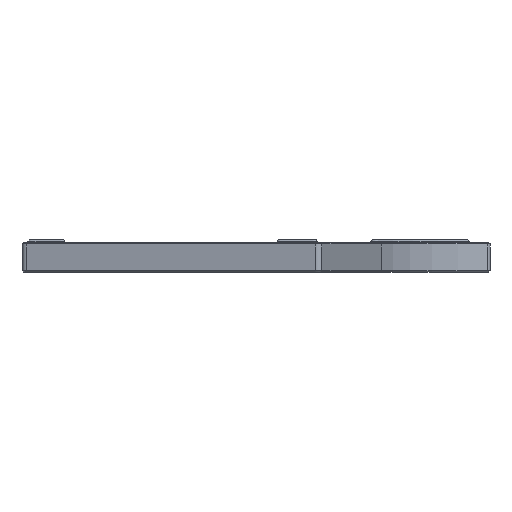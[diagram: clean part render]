
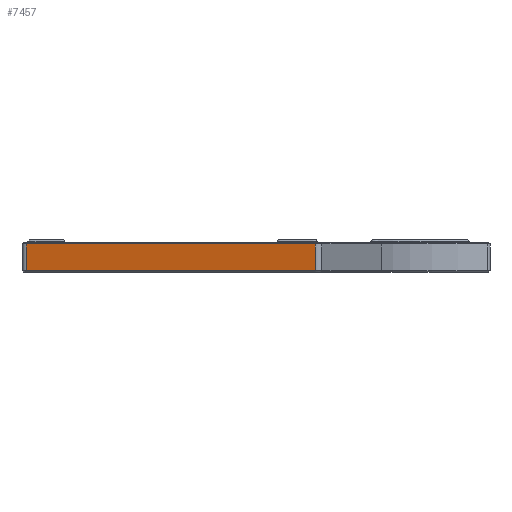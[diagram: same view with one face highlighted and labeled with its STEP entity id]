
A CAD part, left-side view. The second image highlights one B-rep face of the part: STEP entity #7457.
In plain terms, the highlighted planar face has unit normal (-0.966, 0.259, 0).
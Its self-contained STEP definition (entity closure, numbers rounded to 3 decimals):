
#159=PLANE('',#8183);
#608=FACE_OUTER_BOUND('',#1118,.T.);
#1118=EDGE_LOOP('',(#6172,#6173,#6174,#6175));
#1931=LINE('',#15127,#2545);
#1942=LINE('',#15166,#2556);
#2199=LINE('',#15977,#2813);
#2200=LINE('',#15978,#2814);
#2545=VECTOR('',#9014,10.);
#2556=VECTOR('',#9057,2.);
#2813=VECTOR('',#9872,10.);
#2814=VECTOR('',#9873,10.);
#3297=VERTEX_POINT('',#15117);
#3299=VERTEX_POINT('',#15123);
#3312=VERTEX_POINT('',#15164);
#3577=VERTEX_POINT('',#15976);
#4069=EDGE_CURVE('',#3297,#3299,#1931,.T.);
#4089=EDGE_CURVE('',#3312,#3297,#1942,.T.);
#4492=EDGE_CURVE('',#3577,#3312,#2199,.T.);
#4493=EDGE_CURVE('',#3299,#3577,#2200,.T.);
#6172=ORIENTED_EDGE('',*,*,#4069,.F.);
#6173=ORIENTED_EDGE('',*,*,#4089,.F.);
#6174=ORIENTED_EDGE('',*,*,#4492,.F.);
#6175=ORIENTED_EDGE('',*,*,#4493,.F.);
#7457=ADVANCED_FACE('',(#608),#159,.F.);
#8183=AXIS2_PLACEMENT_3D('',#15975,#9870,#9871);
#9014=DIRECTION('',(-0.259,-0.966,0.));
#9057=DIRECTION('',(0.,0.,1.));
#9870=DIRECTION('center_axis',(0.966,-0.259,0.));
#9871=DIRECTION('ref_axis',(0.259,0.966,0.));
#9872=DIRECTION('',(0.259,0.966,0.));
#9873=DIRECTION('',(0.,0.,-1.));
#15117=CARTESIAN_POINT('',(-146.021,87.461,3.08));
#15123=CARTESIAN_POINT('',(-174.17,-17.602,3.08));
#15127=CARTESIAN_POINT('',(-165.906,13.242,3.08));
#15164=CARTESIAN_POINT('',(-146.021,87.461,-6.7));
#15166=CARTESIAN_POINT('',(-146.021,87.461,-7.2));
#15975=CARTESIAN_POINT('Origin',(-174.687,-19.535,-7.2));
#15976=CARTESIAN_POINT('',(-174.17,-17.602,-6.7));
#15977=CARTESIAN_POINT('',(-165.906,13.242,-6.7));
#15978=CARTESIAN_POINT('',(-174.17,-17.602,-7.2));
